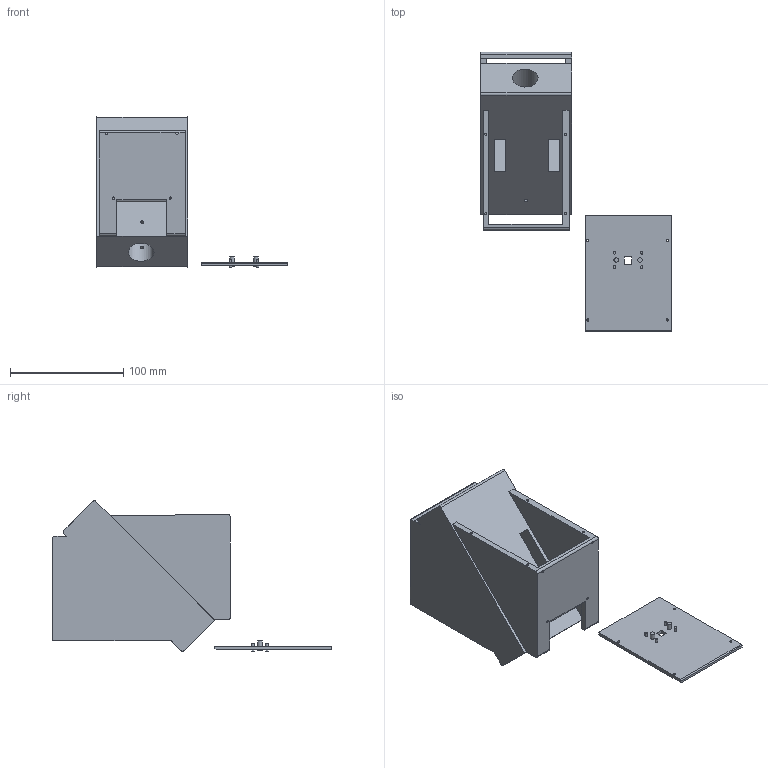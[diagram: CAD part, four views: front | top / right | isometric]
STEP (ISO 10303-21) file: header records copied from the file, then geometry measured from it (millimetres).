
FILE_DESCRIPTION(/* description */ (''),/* implementation_level */ '2;1');
FILE_NAME(/* name */ 'shell.stp',/* time_stamp */ '2025-04-07T14:49:46+08:00',/* author */ (''),/* organization */ (''),/* preprocessor_version */ 'ST-DEVELOPER v15.2',/* originating_system */ 'Autodesk Translator Framework v2.0.0.5431',/* authorisation */ '');
FILE_SCHEMA (('AUTOMOTIVE_DESIGN { 1 0 10303 214 3 1 1 }'));
Length unit declared in the file: centimetre
Products named in the file (1): shell
Bounding box: 167.92 x 246.13 x 132.68 mm (x, y, z)
Volume: 575299.3 mm3; surface area: 142096.8 mm2
Topology: 2 solids, 2 shells, 110 faces, 294 edges, 200 vertices
Faces by surface type: plane 65, cylinder 45
Full cylindrical faces by diameter (mm): 2 x12, 2.2 x8, 3 x6, 4 x4
Entity records: 3400 total; most frequent: CARTESIAN_POINT 655, DIRECTION 558, ORIENTED_EDGE 504, EDGE_CURVE 252, AXIS2_PLACEMENT_3D 201, EDGE_LOOP 194, VERTEX_POINT 188, LINE 156
